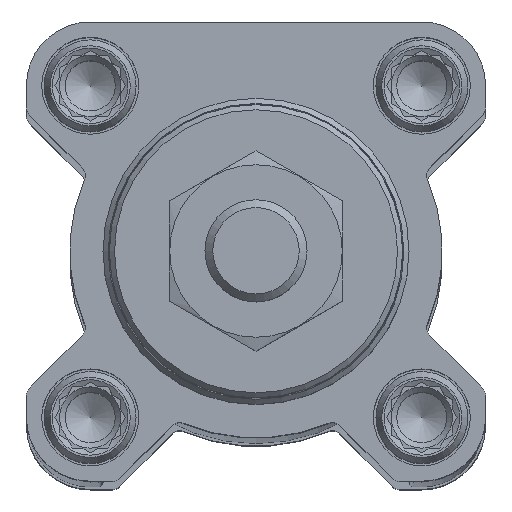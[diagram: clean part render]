
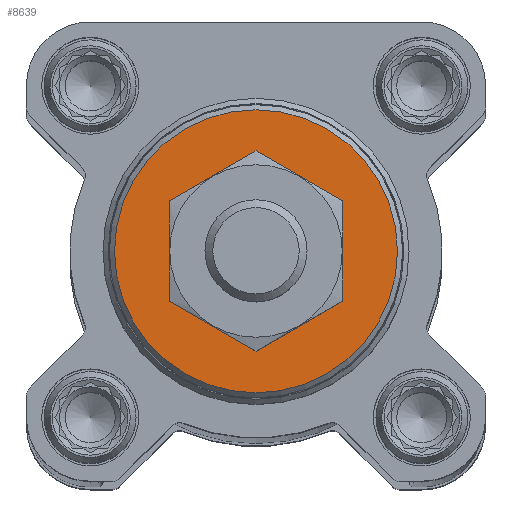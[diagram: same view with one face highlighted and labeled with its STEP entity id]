
A CAD part, top view. The second image highlights one B-rep face of the part: STEP entity #8639.
In plain terms, the highlighted planar face has unit normal (0, 0, 1).
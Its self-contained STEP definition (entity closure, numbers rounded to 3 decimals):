
#1600=PLANE('',#9392);
#2047=CIRCLE('',#9393,13.869);
#2048=CIRCLE('',#9394,6.);
#3310=ORIENTED_EDGE('',*,*,#5335,.F.);
#3311=ORIENTED_EDGE('',*,*,#5336,.T.);
#5335=EDGE_CURVE('',#6424,#6424,#2047,.T.);
#5336=EDGE_CURVE('',#6425,#6425,#2048,.T.);
#6424=VERTEX_POINT('',#14217);
#6425=VERTEX_POINT('',#14219);
#7192=EDGE_LOOP('',(#3310));
#7193=EDGE_LOOP('',(#3311));
#7857=FACE_BOUND('',#7192,.T.);
#7858=FACE_BOUND('',#7193,.T.);
#8639=ADVANCED_FACE('',(#7857,#7858),#1600,.F.);
#9392=AXIS2_PLACEMENT_3D('',#14215,#10889,#10890);
#9393=AXIS2_PLACEMENT_3D('',#14216,#10891,#10892);
#9394=AXIS2_PLACEMENT_3D('',#14218,#10893,#10894);
#10889=DIRECTION('',(0.,0.,-1.));
#10890=DIRECTION('',(-1.,0.,0.));
#10891=DIRECTION('',(0.,0.,-1.));
#10892=DIRECTION('',(-1.,0.,0.));
#10893=DIRECTION('',(0.,0.,-1.));
#10894=DIRECTION('',(-1.,0.,0.));
#14215=CARTESIAN_POINT('',(0.,0.,18.));
#14216=CARTESIAN_POINT('',(0.,0.,18.));
#14217=CARTESIAN_POINT('',(-13.869,0.,18.));
#14218=CARTESIAN_POINT('',(0.,0.,18.));
#14219=CARTESIAN_POINT('',(-6.,0.,18.));
